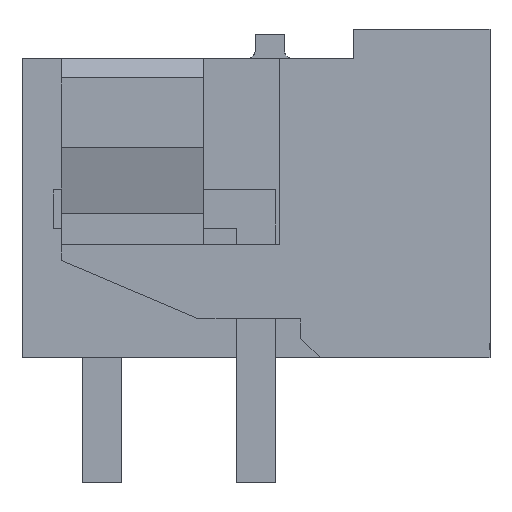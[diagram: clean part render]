
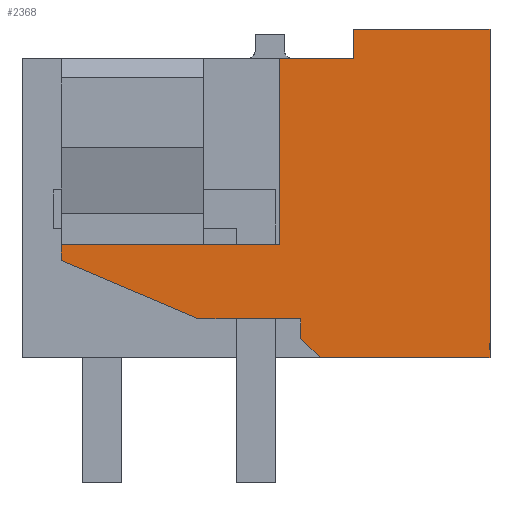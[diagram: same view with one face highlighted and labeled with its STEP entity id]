
A CAD part, left-side view. The second image highlights one B-rep face of the part: STEP entity #2368.
In plain terms, the highlighted planar face has unit normal (-1, 0, 0).
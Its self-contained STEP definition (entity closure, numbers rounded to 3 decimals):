
#2328=AXIS2_PLACEMENT_3D('Plane Axis2P3D',#2325,#2326,#2327) ;
#254=CARTESIAN_POINT('Vertex',(0.,0.,3.2)) ;
#259=CARTESIAN_POINT('Line Origine',(0.,2.177,3.2)) ;
#263=CARTESIAN_POINT('Vertex',(0.,4.354,3.2)) ;
#408=CARTESIAN_POINT('Vertex',(0.,5.4,10.88)) ;
#411=CARTESIAN_POINT('Line Origine',(0.,4.45,10.88)) ;
#415=CARTESIAN_POINT('Vertex',(0.,3.5,10.88)) ;
#1186=CARTESIAN_POINT('Line Origine',(0.,11.,5.905)) ;
#1190=CARTESIAN_POINT('Vertex',(0.,11.,6.11)) ;
#1192=CARTESIAN_POINT('Vertex',(0.,11.,5.701)) ;
#1294=CARTESIAN_POINT('Vertex',(0.,7.465,4.203)) ;
#1297=CARTESIAN_POINT('Line Origine',(0.,9.232,4.952)) ;
#1318=CARTESIAN_POINT('Vertex',(0.,4.854,4.203)) ;
#1321=CARTESIAN_POINT('Line Origine',(0.,6.159,4.203)) ;
#1376=CARTESIAN_POINT('Vertex',(0.,4.854,3.7)) ;
#1379=CARTESIAN_POINT('Line Origine',(0.,4.854,3.951)) ;
#1396=CARTESIAN_POINT('Line Origine',(0.,4.604,3.45)) ;
#1419=CARTESIAN_POINT('Vertex',(0.,0.,11.63)) ;
#1422=CARTESIAN_POINT('Line Origine',(0.,0.,7.415)) ;
#2325=CARTESIAN_POINT('Axis2P3D Location',(0.,12.,1.7)) ;
#2330=CARTESIAN_POINT('Line Origine',(0.,1.75,11.63)) ;
#2334=CARTESIAN_POINT('Vertex',(0.,3.5,11.63)) ;
#2337=CARTESIAN_POINT('Line Origine',(0.,3.5,11.255)) ;
#2342=CARTESIAN_POINT('Line Origine',(0.,5.4,8.495)) ;
#2346=CARTESIAN_POINT('Vertex',(0.,5.4,6.11)) ;
#2349=CARTESIAN_POINT('Line Origine',(0.,8.2,6.11)) ;
#260=DIRECTION('Vector Direction',(0.,1.,0.)) ;
#412=DIRECTION('Vector Direction',(0.,1.,0.)) ;
#1187=DIRECTION('Vector Direction',(0.,0.,1.)) ;
#1298=DIRECTION('Vector Direction',(0.,0.921,0.39)) ;
#1322=DIRECTION('Vector Direction',(0.,-1.,0.)) ;
#1380=DIRECTION('Vector Direction',(0.,0.,-1.)) ;
#1397=DIRECTION('Vector Direction',(0.,0.707,0.707)) ;
#1423=DIRECTION('Vector Direction',(0.,0.,-1.)) ;
#2326=DIRECTION('Axis2P3D Direction',(-1.,0.,0.)) ;
#2327=DIRECTION('Axis2P3D XDirection',(0.,-1.,0.)) ;
#2331=DIRECTION('Vector Direction',(0.,1.,0.)) ;
#2338=DIRECTION('Vector Direction',(0.,0.,1.)) ;
#2343=DIRECTION('Vector Direction',(0.,0.,-1.)) ;
#2350=DIRECTION('Vector Direction',(0.,1.,0.)) ;
#261=VECTOR('Line Direction',#260,1.) ;
#413=VECTOR('Line Direction',#412,1.) ;
#1188=VECTOR('Line Direction',#1187,1.) ;
#1299=VECTOR('Line Direction',#1298,1.) ;
#1323=VECTOR('Line Direction',#1322,1.) ;
#1381=VECTOR('Line Direction',#1380,1.) ;
#1398=VECTOR('Line Direction',#1397,1.) ;
#1424=VECTOR('Line Direction',#1423,1.) ;
#2332=VECTOR('Line Direction',#2331,1.) ;
#2339=VECTOR('Line Direction',#2338,1.) ;
#2344=VECTOR('Line Direction',#2343,1.) ;
#2351=VECTOR('Line Direction',#2350,1.) ;
#2355=ORIENTED_EDGE('',*,*,#2336,.T.) ;
#2356=ORIENTED_EDGE('',*,*,#2341,.T.) ;
#2357=ORIENTED_EDGE('',*,*,#417,.T.) ;
#2358=ORIENTED_EDGE('',*,*,#2348,.T.) ;
#2359=ORIENTED_EDGE('',*,*,#2353,.T.) ;
#2360=ORIENTED_EDGE('',*,*,#1194,.T.) ;
#2361=ORIENTED_EDGE('',*,*,#1301,.T.) ;
#2362=ORIENTED_EDGE('',*,*,#1325,.T.) ;
#2363=ORIENTED_EDGE('',*,*,#1383,.T.) ;
#2364=ORIENTED_EDGE('',*,*,#1400,.T.) ;
#2365=ORIENTED_EDGE('',*,*,#265,.T.) ;
#2366=ORIENTED_EDGE('',*,*,#1426,.T.) ;
#2368=ADVANCED_FACE('HOUSING',(#2367),#2329,.T.) ;
#265=EDGE_CURVE('',#264,#255,#262,.F.) ;
#417=EDGE_CURVE('',#416,#409,#414,.T.) ;
#1194=EDGE_CURVE('',#1191,#1193,#1189,.F.) ;
#1301=EDGE_CURVE('',#1193,#1295,#1300,.F.) ;
#1325=EDGE_CURVE('',#1295,#1319,#1324,.T.) ;
#1383=EDGE_CURVE('',#1319,#1377,#1382,.T.) ;
#1400=EDGE_CURVE('',#1377,#264,#1399,.F.) ;
#1426=EDGE_CURVE('',#255,#1420,#1425,.F.) ;
#2336=EDGE_CURVE('',#1420,#2335,#2333,.T.) ;
#2341=EDGE_CURVE('',#2335,#416,#2340,.F.) ;
#2348=EDGE_CURVE('',#409,#2347,#2345,.T.) ;
#2353=EDGE_CURVE('',#2347,#1191,#2352,.T.) ;
#2354=EDGE_LOOP('',(#2355,#2356,#2357,#2358,#2359,#2360,#2361,#2362,#2363,#2364,#2365,#2366)) ;
#2367=FACE_OUTER_BOUND('',#2354,.T.) ;
#262=LINE('Line',#259,#261) ;
#414=LINE('Line',#411,#413) ;
#1189=LINE('Line',#1186,#1188) ;
#1300=LINE('Line',#1297,#1299) ;
#1324=LINE('Line',#1321,#1323) ;
#1382=LINE('Line',#1379,#1381) ;
#1399=LINE('Line',#1396,#1398) ;
#1425=LINE('Line',#1422,#1424) ;
#2333=LINE('Line',#2330,#2332) ;
#2340=LINE('Line',#2337,#2339) ;
#2345=LINE('Line',#2342,#2344) ;
#2352=LINE('Line',#2349,#2351) ;
#2329=PLANE('',#2328) ;
#255=VERTEX_POINT('',#254) ;
#264=VERTEX_POINT('',#263) ;
#409=VERTEX_POINT('',#408) ;
#416=VERTEX_POINT('',#415) ;
#1191=VERTEX_POINT('',#1190) ;
#1193=VERTEX_POINT('',#1192) ;
#1295=VERTEX_POINT('',#1294) ;
#1319=VERTEX_POINT('',#1318) ;
#1377=VERTEX_POINT('',#1376) ;
#1420=VERTEX_POINT('',#1419) ;
#2335=VERTEX_POINT('',#2334) ;
#2347=VERTEX_POINT('',#2346) ;
